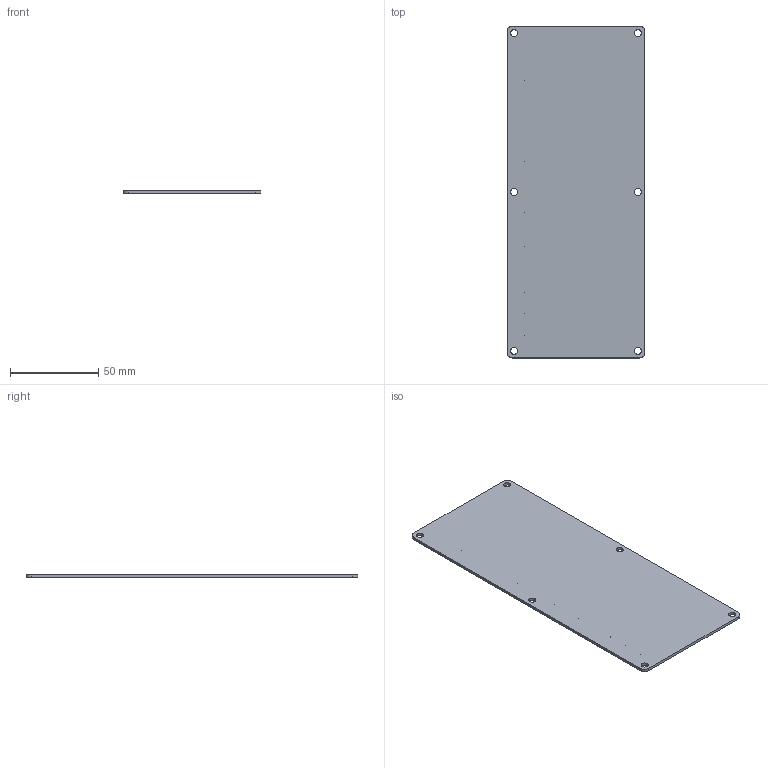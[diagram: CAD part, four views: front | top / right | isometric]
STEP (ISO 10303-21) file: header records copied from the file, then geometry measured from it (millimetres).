
FILE_DESCRIPTION(('FreeCAD Model'),'2;1');
FILE_NAME('interconnect_cover_PP-FP0144.step', '2018-01-11T10:44:40',('Author'),(''), 'Open CASCADE STEP processor 6.9','FreeCAD','Unknown');
FILE_SCHEMA(('AUTOMOTIVE_DESIGN { 1 0 10303 214 1 1 1 1 }'));
Length unit declared in the file: millimetre
Products named in the file (2): Part; FilletBody
Assembly tree (1 placements, depth 2):
  Part
    FilletBody
Bounding box: 78 x 188 x 1.59 mm (x, y, z)
Volume: 23183.6 mm3; surface area: 30119.4 mm2
Topology: 1 solids, 1 shells, 30 faces, 63 edges, 42 vertices
Faces by surface type: cylinder 17, plane 13
Full cylindrical faces by diameter (mm): 0.02 x7, 4 x6
Entity records: 1766 total; most frequent: CARTESIAN_POINT 389, DIRECTION 266, ORIENTED_EDGE 126, PCURVE 126, DEFINITIONAL_REPRESENTATION 126, LINE 121, VECTOR 121, AXIS2_PLACEMENT_3D 66
